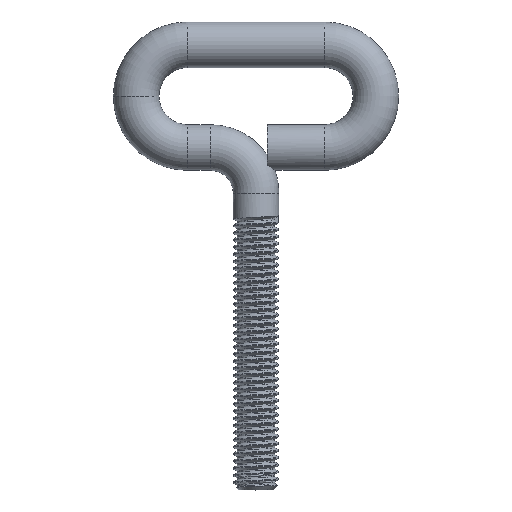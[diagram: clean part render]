
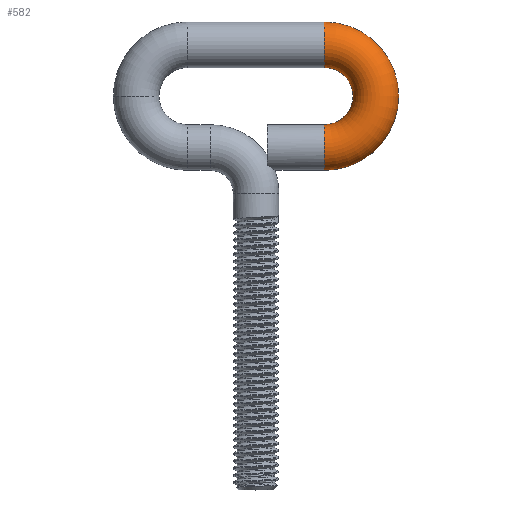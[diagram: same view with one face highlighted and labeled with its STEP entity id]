
A CAD part, top view. The second image highlights one B-rep face of the part: STEP entity #582.
In plain terms, the highlighted toroidal (fillet/blend) face has major radius 9 mm and minor radius 4 mm.
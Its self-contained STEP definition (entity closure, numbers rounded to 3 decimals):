
#26 = DIRECTION ( 'NONE',  ( 0., 0., -1. ) ) ;
#51 = CARTESIAN_POINT ( 'NONE',  ( 12., 13., 0. ) ) ;
#560 = DIRECTION ( 'NONE',  ( 0., 0., -1. ) ) ;
#582 = ADVANCED_FACE ( 'NONE', ( #2813 ), #1116, .T. ) ;
#602 = CARTESIAN_POINT ( 'NONE',  ( 12., -9., 0. ) ) ;
#719 = CARTESIAN_POINT ( 'NONE',  ( 12., 0., 0. ) ) ;
#723 = EDGE_LOOP ( 'NONE', ( #7231, #2783, #7999, #6612 ) ) ;
#1027 = VERTEX_POINT ( 'NONE', #1257 ) ;
#1116 = TOROIDAL_SURFACE ( 'NONE', #5018, 9., 4. ) ;
#1257 = CARTESIAN_POINT ( 'NONE',  ( 12., 5., 0. ) ) ;
#1794 = CARTESIAN_POINT ( 'NONE',  ( 12., -5., 0. ) ) ;
#1940 = CIRCLE ( 'NONE', #2373, 4. ) ;
#1941 = CARTESIAN_POINT ( 'NONE',  ( 12., 0., 0. ) ) ;
#2283 = EDGE_CURVE ( 'NONE', #3521, #6556, #8911, .T. ) ;
#2373 = AXIS2_PLACEMENT_3D ( 'NONE', #602, #4185, #560 ) ;
#2783 = ORIENTED_EDGE ( 'NONE', *, *, #4409, .F. ) ;
#2813 = FACE_OUTER_BOUND ( 'NONE', #723, .T. ) ;
#3521 = VERTEX_POINT ( 'NONE', #51 ) ;
#3747 = DIRECTION ( 'NONE',  ( 0., 0., -1. ) ) ;
#3891 = EDGE_CURVE ( 'NONE', #4340, #6556, #1940, .T. ) ;
#4185 = DIRECTION ( 'NONE',  ( 1., 0., 0. ) ) ;
#4340 = VERTEX_POINT ( 'NONE', #1794 ) ;
#4409 = EDGE_CURVE ( 'NONE', #1027, #3521, #5452, .T. ) ;
#4549 = AXIS2_PLACEMENT_3D ( 'NONE', #6809, #6711, #3747 ) ;
#4703 = AXIS2_PLACEMENT_3D ( 'NONE', #1941, #9010, #8267 ) ;
#5008 = CIRCLE ( 'NONE', #4703, 5. ) ;
#5018 = AXIS2_PLACEMENT_3D ( 'NONE', #719, #26, #5191 ) ;
#5102 = EDGE_CURVE ( 'NONE', #1027, #4340, #5008, .T. ) ;
#5191 = DIRECTION ( 'NONE',  ( -1., 0., 0. ) ) ;
#5452 = CIRCLE ( 'NONE', #4549, 4. ) ;
#5563 = CARTESIAN_POINT ( 'NONE',  ( 12., 0., 0. ) ) ;
#5912 = AXIS2_PLACEMENT_3D ( 'NONE', #5563, #9073, #8285 ) ;
#6513 = CARTESIAN_POINT ( 'NONE',  ( 12., -13., 0. ) ) ;
#6556 = VERTEX_POINT ( 'NONE', #6513 ) ;
#6612 = ORIENTED_EDGE ( 'NONE', *, *, #3891, .T. ) ;
#6711 = DIRECTION ( 'NONE',  ( -1., 0., 0. ) ) ;
#6809 = CARTESIAN_POINT ( 'NONE',  ( 12., 9., 0. ) ) ;
#7231 = ORIENTED_EDGE ( 'NONE', *, *, #2283, .F. ) ;
#7999 = ORIENTED_EDGE ( 'NONE', *, *, #5102, .T. ) ;
#8267 = DIRECTION ( 'NONE',  ( -1., 0., 0. ) ) ;
#8285 = DIRECTION ( 'NONE',  ( -1., 0., 0. ) ) ;
#8911 = CIRCLE ( 'NONE', #5912, 13. ) ;
#9010 = DIRECTION ( 'NONE',  ( 0., 0., -1. ) ) ;
#9073 = DIRECTION ( 'NONE',  ( 0., 0., -1. ) ) ;
